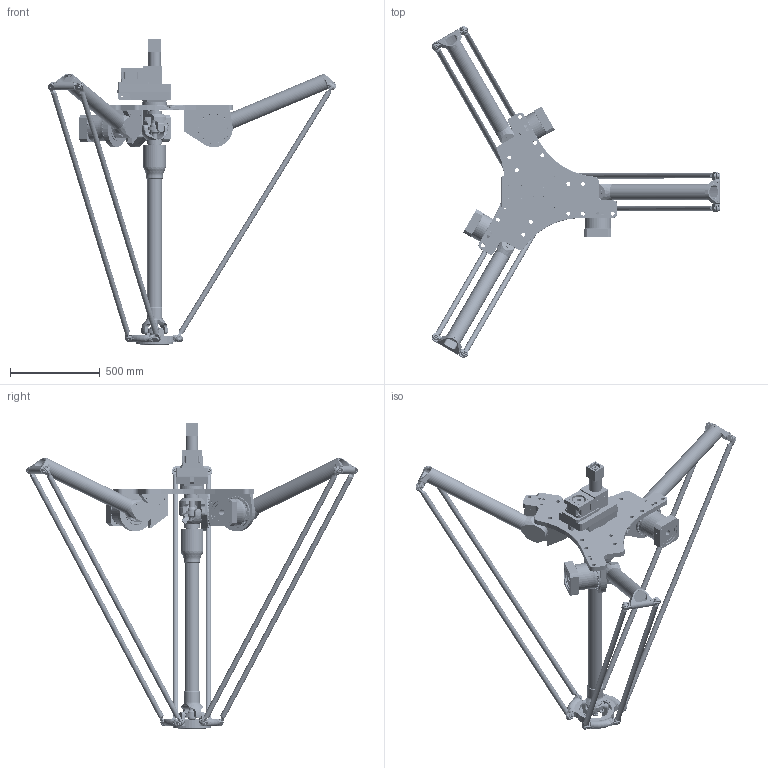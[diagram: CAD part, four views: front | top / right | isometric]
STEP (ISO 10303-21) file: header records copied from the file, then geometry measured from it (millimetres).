
FILE_DESCRIPTION(/* description */ (''),/* implementation_level */ '2;1');
FILE_NAME(/* name */ '3D-model_A_00073-T1.stp',/* time_stamp */ '2022-02-14T17:18:28+01:00',/* author */ ('michael.schutter'),/* organization */ ('Majatronic'),/* preprocessor_version */ 'ST-DEVELOPER v16.5',/* originating_system */ 'Autodesk Inventor 2017',/* authorisation */ '');
FILE_SCHEMA (('AUTOMOTIVE_DESIGN { 1 0 10303 214 3 1 1 }'));
Length unit declared in the file: millimetre
Products named in the file (14): A_00073-T1_DUMMY; MT_WST00065425MT_WST; MT_WST00057260MT_WST; MT_WST00057262MT_WST; MT_WST00058678MT_WST; MT_WST00102366; MT_WST00102362; MT_WST00054723MT_WST; MT_WST00054722MT_WST; MT_WST00060279MT_WST; MT_WST00102361; MT_WST00068559MT_WST; MT_WST00058681MT_WST; MT_WST00066317MT_WST
Assembly tree (28 placements, depth 2):
  A_00073-T1_DUMMY
    MT_WST00065425MT_WST
    MT_WST00057260MT_WST  x6
    MT_WST00057262MT_WST
    MT_WST00058678MT_WST
    MT_WST00102366
    MT_WST00102362
    MT_WST00054723MT_WST
    MT_WST00054722MT_WST  x2
    MT_WST00060279MT_WST  x6
    MT_WST00102361  x3
    MT_WST00068559MT_WST  x3
    MT_WST00058681MT_WST
    MT_WST00066317MT_WST
Bounding box: 1605.56 x 1848.91 x 1700.5 mm (x, y, z)
Volume: 65649851.4 mm3; surface area: 4960282.7 mm2
Topology: 28 solids, 93 shells, 4222 faces, 9692 edges, 6162 vertices
Faces by surface type: plane 2022, cylinder 1259, bspline 493, cone 295, torus 146, sphere 7
Full cylindrical faces by diameter (mm): 3 x3, 3.15 x6, 4 x1, 4.134 x12, 4.917 x26, 5.5 x6, 6 x72, 6.6 x72, 6.647 x7, 6.8 x4, 8 x1, 8.376 x54, 10 x127, 11 x1, 11.5 x7, 12 x37, 13 x14, 14 x2, 14.5 x1, 15 x1, 17 x12, 17.294 x6, 18.655 x1, 20 x12, 22 x69, 24 x1, 26 x7, 28 x3, 29.8 x12, 30 x18
Entity records: 90222 total; most frequent: CARTESIAN_POINT 33980, DIRECTION 11479, ORIENTED_EDGE 10070, EDGE_CURVE 5035, AXIS2_PLACEMENT_3D 4366, EDGE_LOOP 3576, VERTEX_POINT 3563, LINE 2747
